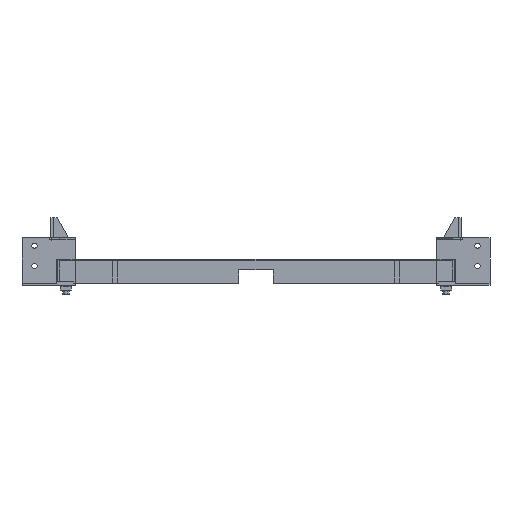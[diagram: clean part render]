
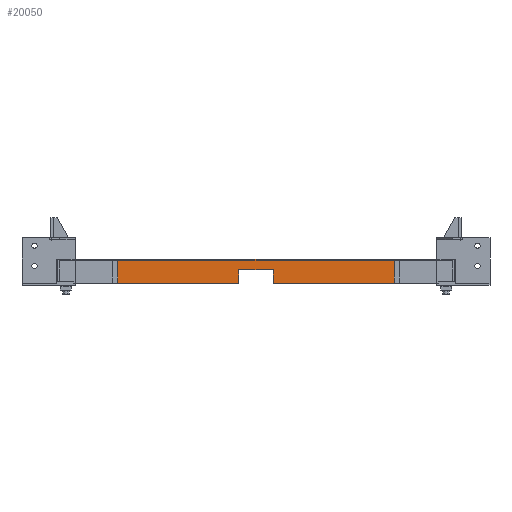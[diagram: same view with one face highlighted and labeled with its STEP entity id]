
A CAD part, front view. The second image highlights one B-rep face of the part: STEP entity #20050.
In plain terms, the highlighted planar face has unit normal (0, -1, 0).
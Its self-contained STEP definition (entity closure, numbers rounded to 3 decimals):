
#19 = EDGE_CURVE ( 'NONE', #11039, #18868, #4906, .T. ) ;
#274 = DIRECTION ( 'NONE',  ( 0., 0., 1. ) ) ;
#367 = DIRECTION ( 'NONE',  ( 1., 0., 0. ) ) ;
#558 = CARTESIAN_POINT ( 'NONE',  ( -21.5, -1060.5, -30. ) ) ;
#615 = VERTEX_POINT ( 'NONE', #9528 ) ;
#1033 = VERTEX_POINT ( 'NONE', #11671 ) ;
#1240 = VERTEX_POINT ( 'NONE', #19475 ) ;
#1257 = VECTOR ( 'NONE', #17944, 1000. ) ;
#1768 = CARTESIAN_POINT ( 'NONE',  ( 0., -1060.5, -30. ) ) ;
#1931 = CARTESIAN_POINT ( 'NONE',  ( 21.5, -1060.5, 0. ) ) ;
#2239 = CARTESIAN_POINT ( 'NONE',  ( 171.5, -1060.5, -30. ) ) ;
#2383 = ORIENTED_EDGE ( 'NONE', *, *, #3152, .T. ) ;
#2660 = EDGE_CURVE ( 'NONE', #19958, #2901, #12841, .T. ) ;
#2698 = EDGE_CURVE ( 'NONE', #20901, #1240, #16840, .T. ) ;
#2901 = VERTEX_POINT ( 'NONE', #5725 ) ;
#3152 = EDGE_CURVE ( 'NONE', #1033, #9685, #6709, .T. ) ;
#3663 = VECTOR ( 'NONE', #10049, 1000. ) ;
#4153 = VECTOR ( 'NONE', #6760, 1000. ) ;
#4722 = VECTOR ( 'NONE', #7910, 1000. ) ;
#4743 = EDGE_CURVE ( 'NONE', #615, #11039, #11775, .T. ) ;
#4803 = CARTESIAN_POINT ( 'NONE',  ( 0., -1060.5, 0. ) ) ;
#4906 = LINE ( 'NONE', #4803, #3663 ) ;
#5725 = CARTESIAN_POINT ( 'NONE',  ( -21.5, -1060.5, -13.5 ) ) ;
#6172 = ORIENTED_EDGE ( 'NONE', *, *, #9621, .T. ) ;
#6562 = EDGE_CURVE ( 'NONE', #9685, #18868, #20279, .T. ) ;
#6709 = LINE ( 'NONE', #11594, #13564 ) ;
#6760 = DIRECTION ( 'NONE',  ( 0., 0., -1. ) ) ;
#6812 = CARTESIAN_POINT ( 'NONE',  ( 21.5, -1060.5, -13.5 ) ) ;
#7910 = DIRECTION ( 'NONE',  ( 1., 0., 0. ) ) ;
#8186 = CARTESIAN_POINT ( 'NONE',  ( -171.5, -1060.5, -30. ) ) ;
#8335 = DIRECTION ( 'NONE',  ( 0., 0., 1. ) ) ;
#8785 = VECTOR ( 'NONE', #10156, 1000. ) ;
#9466 = FACE_OUTER_BOUND ( 'NONE', #15775, .T. ) ;
#9528 = CARTESIAN_POINT ( 'NONE',  ( -171.5, -1060.5, -3. ) ) ;
#9621 = EDGE_CURVE ( 'NONE', #16262, #19958, #20378, .T. ) ;
#9685 = VERTEX_POINT ( 'NONE', #12139 ) ;
#10049 = DIRECTION ( 'NONE',  ( 1., 0., 0. ) ) ;
#10125 = DIRECTION ( 'NONE',  ( 1., 0., 0. ) ) ;
#10156 = DIRECTION ( 'NONE',  ( 0., 0., 1. ) ) ;
#11039 = VERTEX_POINT ( 'NONE', #18700 ) ;
#11215 = CARTESIAN_POINT ( 'NONE',  ( -21.5, -1060.5, 0. ) ) ;
#11282 = LINE ( 'NONE', #13213, #4722 ) ;
#11594 = CARTESIAN_POINT ( 'NONE',  ( 171.5, -1060.5, -30. ) ) ;
#11671 = CARTESIAN_POINT ( 'NONE',  ( 171.5, -1060.5, -30. ) ) ;
#11775 = LINE ( 'NONE', #16869, #8785 ) ;
#12076 = CARTESIAN_POINT ( 'NONE',  ( 0., -1060.5, -30. ) ) ;
#12139 = CARTESIAN_POINT ( 'NONE',  ( 171.5, -1060.5, -3. ) ) ;
#12247 = VECTOR ( 'NONE', #367, 1000. ) ;
#12328 = VECTOR ( 'NONE', #15550, 1000. ) ;
#12396 = VECTOR ( 'NONE', #274, 1000. ) ;
#12841 = LINE ( 'NONE', #11215, #13535 ) ;
#12923 = ORIENTED_EDGE ( 'NONE', *, *, #16353, .F. ) ;
#13213 = CARTESIAN_POINT ( 'NONE',  ( 0., -1060.5, -13.5 ) ) ;
#13535 = VECTOR ( 'NONE', #14790, 1000. ) ;
#13564 = VECTOR ( 'NONE', #8335, 1000. ) ;
#13929 = ORIENTED_EDGE ( 'NONE', *, *, #2660, .T. ) ;
#14128 = AXIS2_PLACEMENT_3D ( 'NONE', #14672, #19771, #10125 ) ;
#14672 = CARTESIAN_POINT ( 'NONE',  ( 0., -1060.5, 0. ) ) ;
#14790 = DIRECTION ( 'NONE',  ( 0., 0., 1. ) ) ;
#15031 = CARTESIAN_POINT ( 'NONE',  ( -171.5, -1060.5, -30. ) ) ;
#15043 = ORIENTED_EDGE ( 'NONE', *, *, #2698, .T. ) ;
#15135 = LINE ( 'NONE', #8186, #1257 ) ;
#15423 = EDGE_CURVE ( 'NONE', #2901, #20901, #11282, .T. ) ;
#15550 = DIRECTION ( 'NONE',  ( 1., 0., 0. ) ) ;
#15775 = EDGE_LOOP ( 'NONE', ( #19938, #2383, #18261, #20874, #20870, #12923, #6172, #13929, #20905, #15043 ) ) ;
#15781 = CARTESIAN_POINT ( 'NONE',  ( 171.5, -1060.5, 0. ) ) ;
#16262 = VERTEX_POINT ( 'NONE', #15031 ) ;
#16353 = EDGE_CURVE ( 'NONE', #16262, #615, #15135, .T. ) ;
#16840 = LINE ( 'NONE', #1931, #4153 ) ;
#16869 = CARTESIAN_POINT ( 'NONE',  ( -171.5, -1060.5, 0. ) ) ;
#17944 = DIRECTION ( 'NONE',  ( 0., 0., 1. ) ) ;
#18261 = ORIENTED_EDGE ( 'NONE', *, *, #6562, .T. ) ;
#18700 = CARTESIAN_POINT ( 'NONE',  ( -171.5, -1060.5, 0. ) ) ;
#18815 = EDGE_CURVE ( 'NONE', #1240, #1033, #19133, .T. ) ;
#18868 = VERTEX_POINT ( 'NONE', #15781 ) ;
#19133 = LINE ( 'NONE', #12076, #12328 ) ;
#19475 = CARTESIAN_POINT ( 'NONE',  ( 21.5, -1060.5, -30. ) ) ;
#19771 = DIRECTION ( 'NONE',  ( 0., 1., 0. ) ) ;
#19938 = ORIENTED_EDGE ( 'NONE', *, *, #18815, .T. ) ;
#19958 = VERTEX_POINT ( 'NONE', #558 ) ;
#20050 = ADVANCED_FACE ( 'NONE', ( #9466 ), #21070, .F. ) ;
#20279 = LINE ( 'NONE', #2239, #12396 ) ;
#20378 = LINE ( 'NONE', #1768, #12247 ) ;
#20870 = ORIENTED_EDGE ( 'NONE', *, *, #4743, .F. ) ;
#20874 = ORIENTED_EDGE ( 'NONE', *, *, #19, .F. ) ;
#20901 = VERTEX_POINT ( 'NONE', #6812 ) ;
#20905 = ORIENTED_EDGE ( 'NONE', *, *, #15423, .T. ) ;
#21070 = PLANE ( 'NONE',  #14128 ) ;
